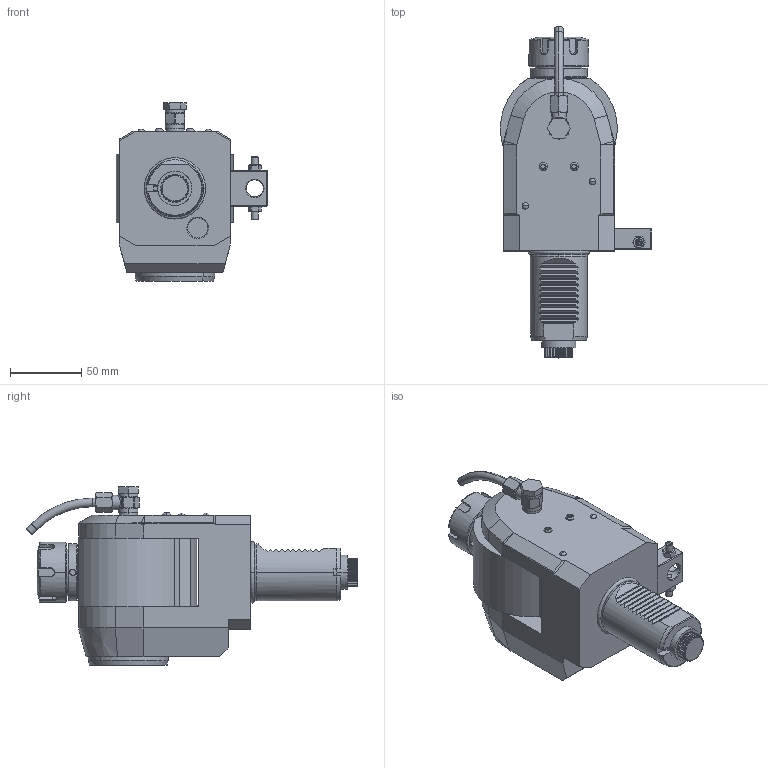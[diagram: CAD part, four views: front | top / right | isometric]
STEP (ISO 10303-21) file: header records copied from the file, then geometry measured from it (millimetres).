
FILE_DESCRIPTION((''),'2;1');
FILE_NAME('NGT1_40_531_25_2','2019-08-03T',('vali'),('NOVA GRUP'),'PRO/ENGINEER BY PARAMETRIC TECHNOLOGY CORPORATION, 2010280','PRO/ENGINEER BY PARAMETRIC TECHNOLOGY CORPORATION, 2010280','');
FILE_SCHEMA(('CONFIG_CONTROL_DESIGN'));
Length unit declared in the file: millimetre
Products named in the file (1): NGT1_40_531_25_2
Bounding box: 105.99 x 232.67 x 124.9 mm (x, y, z)
Volume: 933393 mm3; surface area: 83258.6 mm2
Topology: 1 solids, 3 shells, 703 faces, 1820 edges, 1139 vertices
Faces by surface type: plane 254, cylinder 241, cone 86, bspline 80, torus 38, sphere 4
Entity records: 31966 total; most frequent: CARTESIAN_POINT 15842, ORIENTED_EDGE 3608, DIRECTION 2957, EDGE_CURVE 1804, VERTEX_POINT 1139, AXIS2_PLACEMENT_3D 1073, VECTOR 811, LINE 811
